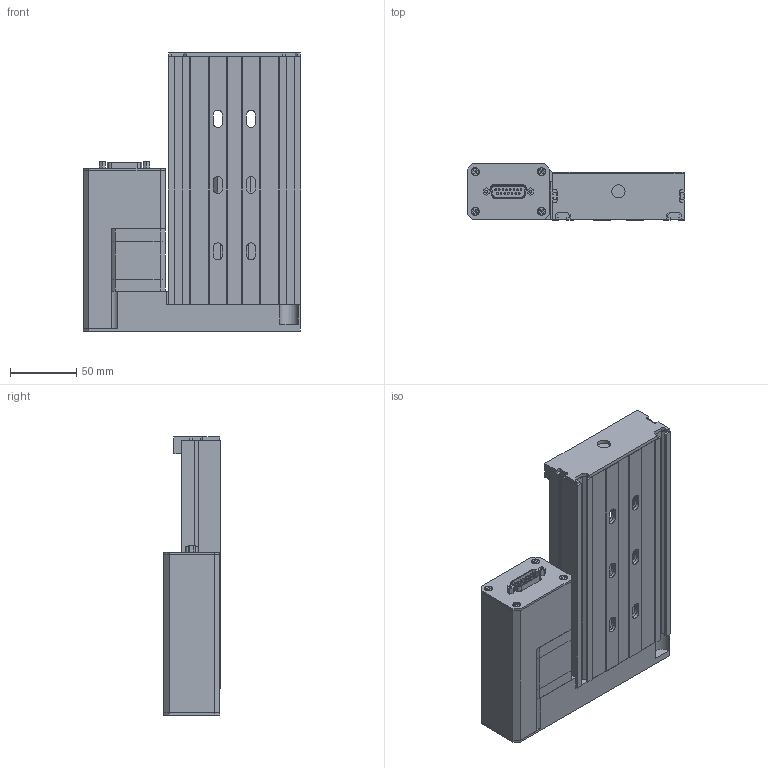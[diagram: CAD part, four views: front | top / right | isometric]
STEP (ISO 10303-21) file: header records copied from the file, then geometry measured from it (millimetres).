
FILE_DESCRIPTION (( 'STEP AP203' ), '1' );
FILE_NAME ('LRQ075xP-E01T3A.step', '2023-05-17T23:47:31', ( '' ), ( '' ), 'SwSTEP 2.0', 'SolidWorks 2019', '' );
FILE_SCHEMA (( 'CONFIG_CONTROL_DESIGN' ));
Length unit declared in the file: millimetre
Products named in the file (4): LRQ_carriage^LRQ_LRQ; LRQ_base^LRQ_LRQ075P; LRQ075xP-E01T3A; NMS17_motor^LRQ_LRQ-T3A
Assembly tree (3 placements, depth 2):
  LRQ075xP-E01T3A
    LRQ_base^LRQ_LRQ075P
    LRQ_carriage^LRQ_LRQ
    NMS17_motor^LRQ_LRQ-T3A
Bounding box: 164 x 42.5 x 209.8 mm (x, y, z)
Volume: 760899.9 mm3; surface area: 220450.2 mm2
Topology: 32 solids, 32 shells, 778 faces, 1941 edges, 1283 vertices
Faces by surface type: plane 496, cylinder 248, cone 26, torus 8
Entity records: 23880 total; most frequent: CARTESIAN_POINT 4324, DIRECTION 4020, ORIENTED_EDGE 3866, EDGE_CURVE 1933, AXIS2_PLACEMENT_3D 1343, LINE 1334, VECTOR 1334, VERTEX_POINT 1283
